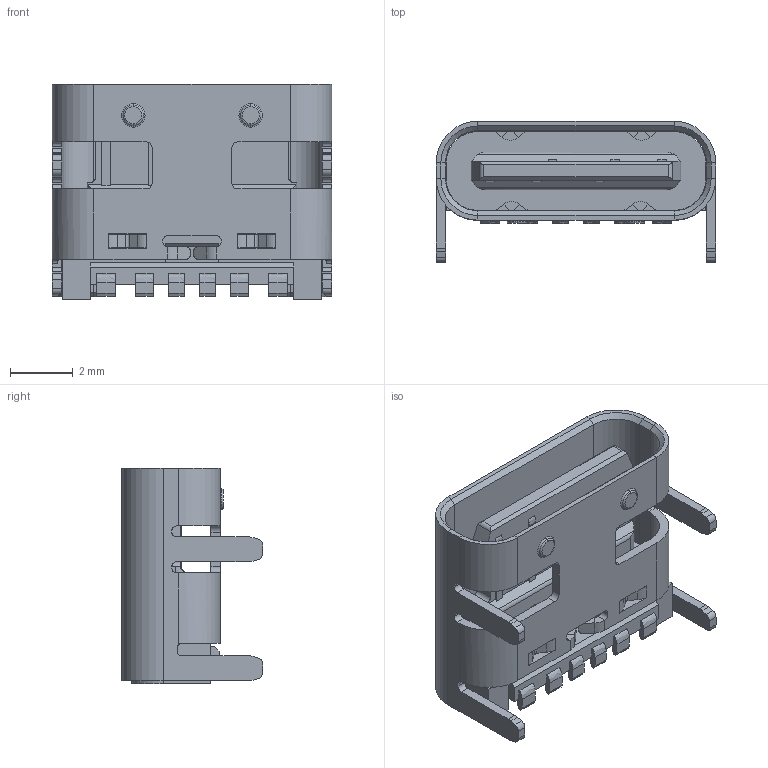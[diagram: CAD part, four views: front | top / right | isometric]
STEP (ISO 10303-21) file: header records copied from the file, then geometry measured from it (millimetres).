
FILE_DESCRIPTION (( 'STEP AP214' ), '1' );
FILE_NAME ('USB4125-GF-A.STEP', '2021-08-13T06:35:44', ( '' ), ( '' ), 'SwSTEP 2.0', 'SolidWorks 2017', '' );
FILE_SCHEMA (( 'AUTOMOTIVE_DESIGN' ));
Length unit declared in the file: millimetre
Products named in the file (1): USB4125-GF-A
Bounding box: 8.94 x 4.51 x 6.9 mm (x, y, z)
Volume: 93.1 mm3; surface area: 450.8 mm2
Topology: 14 solids, 16 shells, 590 faces, 1490 edges, 927 vertices
Faces by surface type: plane 403, cylinder 147, cone 18, bspline 14, torus 8
Entity records: 20113 total; most frequent: CARTESIAN_POINT 4447, ORIENTED_EDGE 2976, DIRECTION 2761, EDGE_CURVE 1488, LINE 1085, VECTOR 1085, VERTEX_POINT 927, AXIS2_PLACEMENT_3D 838
